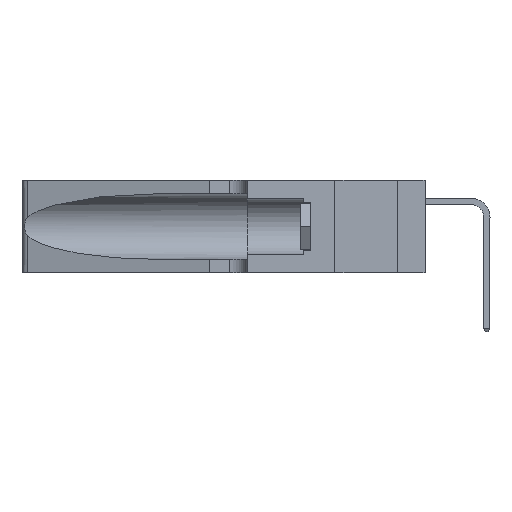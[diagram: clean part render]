
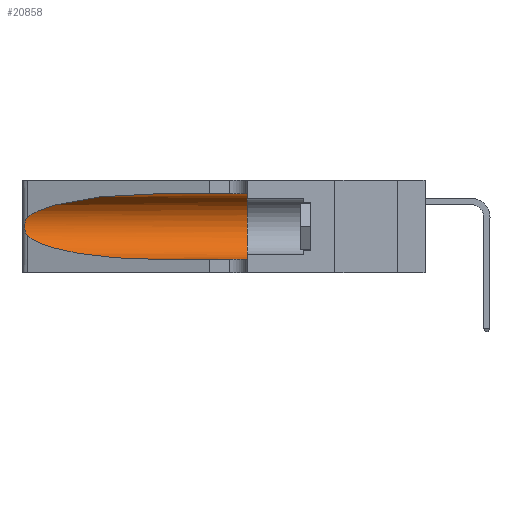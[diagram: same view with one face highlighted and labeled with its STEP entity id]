
A CAD part, left-side view. The second image highlights one B-rep face of the part: STEP entity #20858.
In plain terms, the highlighted cylindrical face has radius 3.308 mm (diameter 6.617 mm), a partial arc.
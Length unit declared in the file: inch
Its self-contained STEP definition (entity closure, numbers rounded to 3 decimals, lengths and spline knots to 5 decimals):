
#470 = VECTOR ( 'NONE', #3256, 39.37008 ) ;
#528 = CARTESIAN_POINT ( 'NONE',  ( 0.1305, 0.72297, 0.31525 ) ) ;
#755 = ORIENTED_EDGE ( 'NONE', *, *, #4198, .T. ) ;
#930 = DIRECTION ( 'NONE',  ( 0., 0., -1. ) ) ;
#1010 = EDGE_CURVE ( 'NONE', #10155, #19698, #14918, .T. ) ;
#1012 = LINE ( 'NONE', #1594, #470 ) ;
#1581 = CIRCLE ( 'NONE', #18142, 0.13025 ) ;
#1594 = CARTESIAN_POINT ( 'NONE',  ( 0.1305, 1.61858, 0.05475 ) ) ;
#2155 = EDGE_CURVE ( 'NONE', #19698, #2170, #6404, .T. ) ;
#2170 = VERTEX_POINT ( 'NONE', #17355 ) ;
#2213 = CARTESIAN_POINT ( 'NONE',  ( 0.18966, 0.96281, 0.31525 ) ) ;
#2444 = CARTESIAN_POINT ( 'NONE',  ( 0.1305, 0.72297, 0.31525 ) ) ;
#2606 = CARTESIAN_POINT ( 'NONE',  ( 0.1305, 1.61858, 0.185 ) ) ;
#2885 = LINE ( 'NONE', #9326, #15706 ) ;
#2975 = CARTESIAN_POINT ( 'NONE',  ( 0.26075, 1.23896, 0.19203 ) ) ;
#3236 = EDGE_CURVE ( 'NONE', #4514, #3426, #2885, .T. ) ;
#3256 = DIRECTION ( 'NONE',  ( 0., -1., 0. ) ) ;
#3353 = CARTESIAN_POINT ( 'NONE',  ( 0.1305, 0.35, 0.05475 ) ) ;
#3426 = VERTEX_POINT ( 'NONE', #21472 ) ;
#3486 = CARTESIAN_POINT ( 'NONE',  ( 0.25639, 1.23186, 0.15144 ) ) ;
#3536 = VERTEX_POINT ( 'NONE', #3353 ) ;
#3885 = CARTESIAN_POINT ( 'NONE',  ( 0.25487, 1.22718, 0.22369 ) ) ;
#4198 = EDGE_CURVE ( 'NONE', #2170, #3536, #1012, .T. ) ;
#4514 = VERTEX_POINT ( 'NONE', #2444 ) ;
#4879 = ORIENTED_EDGE ( 'NONE', *, *, #9712, .T. ) ;
#5147 = CYLINDRICAL_SURFACE ( 'NONE', #9358, 0.13025 ) ;
#5961 = DIRECTION ( 'NONE',  ( 0., -1., 0. ) ) ;
#6404 =( BOUNDED_CURVE ( )  B_SPLINE_CURVE ( 3, ( #12366, #8526, #8731, #11840 ),
 .UNSPECIFIED., .F., .F. ) 
 B_SPLINE_CURVE_WITH_KNOTS ( ( 4, 4 ),
 ( 3.44316, 4.71239 ),
 .UNSPECIFIED. ) 
 CURVE ( )  GEOMETRIC_REPRESENTATION_ITEM ( )  RATIONAL_B_SPLINE_CURVE ( ( 1., 0.87, 0.87, 1. ) ) 
 REPRESENTATION_ITEM ( '' )  );
#6759 = DIRECTION ( 'NONE',  ( 0., 1., 0. ) ) ;
#6800 = CARTESIAN_POINT ( 'NONE',  ( 0.25789, 1.23486, 0.15765 ) ) ;
#6814 = CARTESIAN_POINT ( 'NONE',  ( 0.25487, 1.22718, 0.22369 ) ) ;
#8260 = CARTESIAN_POINT ( 'NONE',  ( 0.26018, 1.23835, 0.19895 ) ) ;
#8526 = CARTESIAN_POINT ( 'NONE',  ( 0.2373, 1.15595, 0.08982 ) ) ;
#8731 = CARTESIAN_POINT ( 'NONE',  ( 0.18966, 0.96281, 0.05475 ) ) ;
#9326 = CARTESIAN_POINT ( 'NONE',  ( 0.1305, 1.61858, 0.31525 ) ) ;
#9358 = AXIS2_PLACEMENT_3D ( 'NONE', #2606, #5961, #930 ) ;
#9712 = EDGE_CURVE ( 'NONE', #4514, #10155, #17980, .T. ) ;
#10101 = CARTESIAN_POINT ( 'NONE',  ( 0.26017, 1.23833, 0.17102 ) ) ;
#10142 = FACE_OUTER_BOUND ( 'NONE', #20570, .T. ) ;
#10155 = VERTEX_POINT ( 'NONE', #6814 ) ;
#10705 = ORIENTED_EDGE ( 'NONE', *, *, #1010, .T. ) ;
#10800 = ORIENTED_EDGE ( 'NONE', *, *, #3236, .F. ) ;
#10988 = DIRECTION ( 'NONE',  ( 0., -1., 0. ) ) ;
#11807 = CARTESIAN_POINT ( 'NONE',  ( 0.25787, 1.23484, 0.2124 ) ) ;
#11840 = CARTESIAN_POINT ( 'NONE',  ( 0.1305, 0.72297, 0.05475 ) ) ;
#12366 = CARTESIAN_POINT ( 'NONE',  ( 0.25487, 1.22718, 0.14631 ) ) ;
#12403 = ORIENTED_EDGE ( 'NONE', *, *, #13768, .F. ) ;
#13022 = CARTESIAN_POINT ( 'NONE',  ( 0.25856, 1.23593, 0.16098 ) ) ;
#13392 = CARTESIAN_POINT ( 'NONE',  ( 0.26075, 1.23896, 0.178 ) ) ;
#13456 = CARTESIAN_POINT ( 'NONE',  ( 0.25487, 1.22718, 0.14631 ) ) ;
#13768 = EDGE_CURVE ( 'NONE', #3426, #3536, #1581, .T. ) ;
#13923 = CARTESIAN_POINT ( 'NONE',  ( 0.2373, 1.15595, 0.28018 ) ) ;
#14918 = B_SPLINE_CURVE_WITH_KNOTS ( 'NONE', 3,
 ( #20898, #18459, #16169, #11807, #18260, #8260, #2975, #13392, #10101, #13022, #6800, #3486, #18604, #15340 ),
 .UNSPECIFIED., .F., .F.,
 ( 4, 2, 2, 2, 2, 2, 4 ),
 ( 0., 0.00027, 0.00053, 0.00107, 0.0016, 0.00187, 0.00214 ),
 .UNSPECIFIED. ) ;
#15340 = CARTESIAN_POINT ( 'NONE',  ( 0.25487, 1.22718, 0.14631 ) ) ;
#15706 = VECTOR ( 'NONE', #10988, 39.37008 ) ;
#15941 = ORIENTED_EDGE ( 'NONE', *, *, #2155, .T. ) ;
#16169 = CARTESIAN_POINT ( 'NONE',  ( 0.25639, 1.23184, 0.21858 ) ) ;
#16758 = CARTESIAN_POINT ( 'NONE',  ( 0.1305, 0.35, 0.185 ) ) ;
#17355 = CARTESIAN_POINT ( 'NONE',  ( 0.1305, 0.72297, 0.05475 ) ) ;
#17980 =( BOUNDED_CURVE ( )  B_SPLINE_CURVE ( 3, ( #528, #2213, #13923, #3885 ),
 .UNSPECIFIED., .F., .T. ) 
 B_SPLINE_CURVE_WITH_KNOTS ( ( 4, 4 ),
 ( 1.5708, 2.84003 ),
 .UNSPECIFIED. ) 
 CURVE ( )  GEOMETRIC_REPRESENTATION_ITEM ( )  RATIONAL_B_SPLINE_CURVE ( ( 1., 0.87, 0.87, 1. ) ) 
 REPRESENTATION_ITEM ( '' )  );
#18142 = AXIS2_PLACEMENT_3D ( 'NONE', #16758, #6759, #18428 ) ;
#18260 = CARTESIAN_POINT ( 'NONE',  ( 0.25854, 1.2359, 0.20912 ) ) ;
#18428 = DIRECTION ( 'NONE',  ( 0., 0., 1. ) ) ;
#18459 = CARTESIAN_POINT ( 'NONE',  ( 0.25555, 1.22994, 0.2215 ) ) ;
#18604 = CARTESIAN_POINT ( 'NONE',  ( 0.25555, 1.22993, 0.14849 ) ) ;
#19698 = VERTEX_POINT ( 'NONE', #13456 ) ;
#20570 = EDGE_LOOP ( 'NONE', ( #4879, #10705, #15941, #755, #12403, #10800 ) ) ;
#20858 = ADVANCED_FACE ( 'NONE', ( #10142 ), #5147, .F. ) ;
#20898 = CARTESIAN_POINT ( 'NONE',  ( 0.25487, 1.22718, 0.22369 ) ) ;
#21472 = CARTESIAN_POINT ( 'NONE',  ( 0.1305, 0.35, 0.31525 ) ) ;
